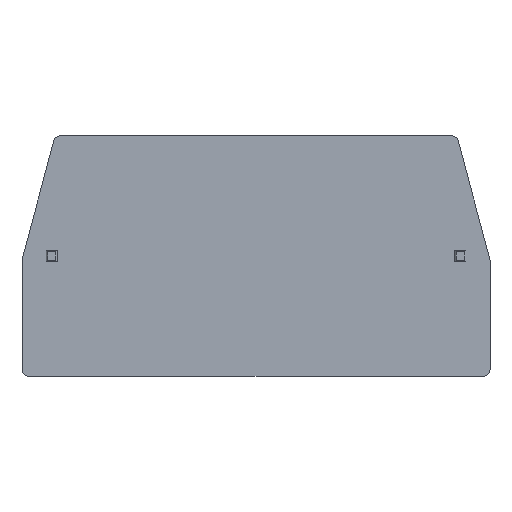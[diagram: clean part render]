
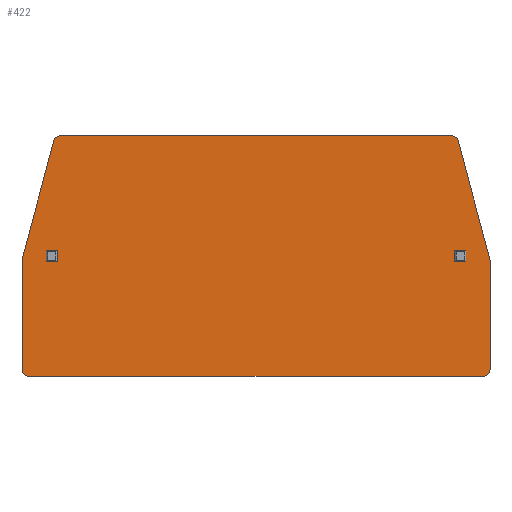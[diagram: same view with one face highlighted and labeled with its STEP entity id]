
A CAD part, left-side view. The second image highlights one B-rep face of the part: STEP entity #422.
In plain terms, the highlighted planar face has unit normal (-1, 0, 0).
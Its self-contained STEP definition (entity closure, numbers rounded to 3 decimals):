
#286=AXIS2_PLACEMENT_3D('Plane Axis2P3D',#283,#284,#285) ;
#290=AXIS2_PLACEMENT_3D('Circle Axis2P3D',#288,#289,$) ;
#306=AXIS2_PLACEMENT_3D('Circle Axis2P3D',#304,#305,$) ;
#320=AXIS2_PLACEMENT_3D('Circle Axis2P3D',#318,#319,$) ;
#334=AXIS2_PLACEMENT_3D('Circle Axis2P3D',#332,#333,$) ;
#339=AXIS2_PLACEMENT_3D('Circle Axis2P3D',#337,#338,$) ;
#353=AXIS2_PLACEMENT_3D('Circle Axis2P3D',#351,#352,$) ;
#173=CARTESIAN_POINT('Vertex',(2.465,3.538,18.413)) ;
#176=CARTESIAN_POINT('Line Origine',(2.465,4.35,18.413)) ;
#180=CARTESIAN_POINT('Vertex',(2.465,5.163,18.413)) ;
#200=CARTESIAN_POINT('Line Origine',(2.465,5.163,17.6)) ;
#204=CARTESIAN_POINT('Vertex',(2.465,5.163,16.788)) ;
#224=CARTESIAN_POINT('Line Origine',(2.465,4.35,16.788)) ;
#228=CARTESIAN_POINT('Vertex',(2.465,3.538,16.788)) ;
#252=CARTESIAN_POINT('Vertex',(2.465,1.,0.)) ;
#257=CARTESIAN_POINT('Line Origine',(2.465,34.25,0.)) ;
#261=CARTESIAN_POINT('Vertex',(2.465,67.5,0.)) ;
#283=CARTESIAN_POINT('Axis2P3D Location',(2.465,34.25,-4.6)) ;
#288=CARTESIAN_POINT('Axis2P3D Location',(2.465,5.625,34.2)) ;
#292=CARTESIAN_POINT('Vertex',(2.465,5.625,35.2)) ;
#294=CARTESIAN_POINT('Vertex',(2.465,4.659,34.459)) ;
#297=CARTESIAN_POINT('Line Origine',(2.465,34.25,35.2)) ;
#301=CARTESIAN_POINT('Vertex',(2.465,62.875,35.2)) ;
#304=CARTESIAN_POINT('Axis2P3D Location',(2.465,62.875,34.2)) ;
#308=CARTESIAN_POINT('Vertex',(2.465,63.841,34.459)) ;
#311=CARTESIAN_POINT('Line Origine',(2.465,66.162,25.796)) ;
#315=CARTESIAN_POINT('Vertex',(2.465,68.483,17.134)) ;
#318=CARTESIAN_POINT('Axis2P3D Location',(2.465,68.,17.004)) ;
#322=CARTESIAN_POINT('Vertex',(2.465,68.5,17.004)) ;
#325=CARTESIAN_POINT('Line Origine',(2.465,68.5,9.002)) ;
#329=CARTESIAN_POINT('Vertex',(2.465,68.5,1.)) ;
#332=CARTESIAN_POINT('Axis2P3D Location',(2.465,67.5,1.)) ;
#337=CARTESIAN_POINT('Axis2P3D Location',(2.465,1.,1.)) ;
#341=CARTESIAN_POINT('Vertex',(2.465,0.,1.)) ;
#344=CARTESIAN_POINT('Line Origine',(2.465,0.,9.002)) ;
#348=CARTESIAN_POINT('Vertex',(2.465,0.,17.004)) ;
#351=CARTESIAN_POINT('Axis2P3D Location',(2.465,0.5,17.004)) ;
#355=CARTESIAN_POINT('Vertex',(2.465,0.017,17.134)) ;
#358=CARTESIAN_POINT('Line Origine',(2.465,2.338,25.796)) ;
#377=CARTESIAN_POINT('Line Origine',(2.465,64.15,18.413)) ;
#381=CARTESIAN_POINT('Vertex',(2.465,64.963,18.413)) ;
#383=CARTESIAN_POINT('Vertex',(2.465,63.338,18.413)) ;
#386=CARTESIAN_POINT('Line Origine',(2.465,63.338,17.6)) ;
#390=CARTESIAN_POINT('Vertex',(2.465,63.338,16.788)) ;
#393=CARTESIAN_POINT('Line Origine',(2.465,64.15,16.788)) ;
#397=CARTESIAN_POINT('Vertex',(2.465,64.963,16.788)) ;
#400=CARTESIAN_POINT('Line Origine',(2.465,64.963,17.6)) ;
#411=CARTESIAN_POINT('Line Origine',(2.465,3.538,17.6)) ;
#177=DIRECTION('Vector Direction',(0.,-1.,0.)) ;
#201=DIRECTION('Vector Direction',(0.,0.,1.)) ;
#225=DIRECTION('Vector Direction',(0.,1.,0.)) ;
#258=DIRECTION('Vector Direction',(0.,1.,0.)) ;
#284=DIRECTION('Axis2P3D Direction',(1.,0.,0.)) ;
#285=DIRECTION('Axis2P3D XDirection',(0.,1.,0.)) ;
#289=DIRECTION('Axis2P3D Direction',(1.,0.,0.)) ;
#298=DIRECTION('Vector Direction',(0.,-1.,0.)) ;
#305=DIRECTION('Axis2P3D Direction',(1.,0.,0.)) ;
#312=DIRECTION('Vector Direction',(0.,-0.259,0.966)) ;
#319=DIRECTION('Axis2P3D Direction',(1.,0.,0.)) ;
#326=DIRECTION('Vector Direction',(0.,0.,1.)) ;
#333=DIRECTION('Axis2P3D Direction',(1.,0.,0.)) ;
#338=DIRECTION('Axis2P3D Direction',(1.,0.,0.)) ;
#345=DIRECTION('Vector Direction',(0.,0.,-1.)) ;
#352=DIRECTION('Axis2P3D Direction',(1.,0.,0.)) ;
#359=DIRECTION('Vector Direction',(0.,-0.259,-0.966)) ;
#378=DIRECTION('Vector Direction',(0.,-1.,0.)) ;
#387=DIRECTION('Vector Direction',(0.,0.,1.)) ;
#394=DIRECTION('Vector Direction',(0.,1.,0.)) ;
#401=DIRECTION('Vector Direction',(0.,0.,1.)) ;
#412=DIRECTION('Vector Direction',(0.,0.,-1.)) ;
#178=VECTOR('Line Direction',#177,1.) ;
#202=VECTOR('Line Direction',#201,1.) ;
#226=VECTOR('Line Direction',#225,1.) ;
#259=VECTOR('Line Direction',#258,1.) ;
#299=VECTOR('Line Direction',#298,1.) ;
#313=VECTOR('Line Direction',#312,1.) ;
#327=VECTOR('Line Direction',#326,1.) ;
#346=VECTOR('Line Direction',#345,1.) ;
#360=VECTOR('Line Direction',#359,1.) ;
#379=VECTOR('Line Direction',#378,1.) ;
#388=VECTOR('Line Direction',#387,1.) ;
#395=VECTOR('Line Direction',#394,1.) ;
#402=VECTOR('Line Direction',#401,1.) ;
#413=VECTOR('Line Direction',#412,1.) ;
#364=ORIENTED_EDGE('',*,*,#296,.F.) ;
#365=ORIENTED_EDGE('',*,*,#303,.F.) ;
#366=ORIENTED_EDGE('',*,*,#310,.F.) ;
#367=ORIENTED_EDGE('',*,*,#317,.F.) ;
#368=ORIENTED_EDGE('',*,*,#324,.F.) ;
#369=ORIENTED_EDGE('',*,*,#331,.F.) ;
#370=ORIENTED_EDGE('',*,*,#336,.F.) ;
#371=ORIENTED_EDGE('',*,*,#263,.F.) ;
#372=ORIENTED_EDGE('',*,*,#343,.F.) ;
#373=ORIENTED_EDGE('',*,*,#350,.F.) ;
#374=ORIENTED_EDGE('',*,*,#357,.F.) ;
#375=ORIENTED_EDGE('',*,*,#362,.F.) ;
#406=ORIENTED_EDGE('',*,*,#385,.T.) ;
#407=ORIENTED_EDGE('',*,*,#392,.F.) ;
#408=ORIENTED_EDGE('',*,*,#399,.T.) ;
#409=ORIENTED_EDGE('',*,*,#404,.T.) ;
#417=ORIENTED_EDGE('',*,*,#230,.T.) ;
#418=ORIENTED_EDGE('',*,*,#206,.T.) ;
#419=ORIENTED_EDGE('',*,*,#182,.T.) ;
#420=ORIENTED_EDGE('',*,*,#415,.T.) ;
#410=FACE_BOUND('',#405,.T.) ;
#421=FACE_BOUND('',#416,.T.) ;
#422=ADVANCED_FACE('Koerper.2',(#376,#410,#421),#287,.F.) ;
#291=CIRCLE('generated circle',#290,1.) ;
#307=CIRCLE('generated circle',#306,1.) ;
#321=CIRCLE('generated circle',#320,0.5) ;
#335=CIRCLE('generated circle',#334,1.) ;
#340=CIRCLE('generated circle',#339,1.) ;
#354=CIRCLE('generated circle',#353,0.5) ;
#182=EDGE_CURVE('',#181,#174,#179,.T.) ;
#206=EDGE_CURVE('',#205,#181,#203,.T.) ;
#230=EDGE_CURVE('',#229,#205,#227,.T.) ;
#263=EDGE_CURVE('',#253,#262,#260,.T.) ;
#296=EDGE_CURVE('',#293,#295,#291,.T.) ;
#303=EDGE_CURVE('',#302,#293,#300,.T.) ;
#310=EDGE_CURVE('',#309,#302,#307,.T.) ;
#317=EDGE_CURVE('',#316,#309,#314,.T.) ;
#324=EDGE_CURVE('',#323,#316,#321,.T.) ;
#331=EDGE_CURVE('',#330,#323,#328,.T.) ;
#336=EDGE_CURVE('',#262,#330,#335,.T.) ;
#343=EDGE_CURVE('',#342,#253,#340,.T.) ;
#350=EDGE_CURVE('',#349,#342,#347,.T.) ;
#357=EDGE_CURVE('',#356,#349,#354,.T.) ;
#362=EDGE_CURVE('',#295,#356,#361,.T.) ;
#385=EDGE_CURVE('',#382,#384,#380,.T.) ;
#392=EDGE_CURVE('',#391,#384,#389,.T.) ;
#399=EDGE_CURVE('',#391,#398,#396,.T.) ;
#404=EDGE_CURVE('',#398,#382,#403,.T.) ;
#415=EDGE_CURVE('',#174,#229,#414,.T.) ;
#363=EDGE_LOOP('',(#364,#365,#366,#367,#368,#369,#370,#371,#372,#373,#374,#375)) ;
#405=EDGE_LOOP('',(#406,#407,#408,#409)) ;
#416=EDGE_LOOP('',(#417,#418,#419,#420)) ;
#376=FACE_OUTER_BOUND('',#363,.T.) ;
#179=LINE('Line',#176,#178) ;
#203=LINE('Line',#200,#202) ;
#227=LINE('Line',#224,#226) ;
#260=LINE('Line',#257,#259) ;
#300=LINE('Line',#297,#299) ;
#314=LINE('Line',#311,#313) ;
#328=LINE('Line',#325,#327) ;
#347=LINE('Line',#344,#346) ;
#361=LINE('Line',#358,#360) ;
#380=LINE('Line',#377,#379) ;
#389=LINE('Line',#386,#388) ;
#396=LINE('Line',#393,#395) ;
#403=LINE('Line',#400,#402) ;
#414=LINE('Line',#411,#413) ;
#287=PLANE('',#286) ;
#174=VERTEX_POINT('',#173) ;
#181=VERTEX_POINT('',#180) ;
#205=VERTEX_POINT('',#204) ;
#229=VERTEX_POINT('',#228) ;
#253=VERTEX_POINT('',#252) ;
#262=VERTEX_POINT('',#261) ;
#293=VERTEX_POINT('',#292) ;
#295=VERTEX_POINT('',#294) ;
#302=VERTEX_POINT('',#301) ;
#309=VERTEX_POINT('',#308) ;
#316=VERTEX_POINT('',#315) ;
#323=VERTEX_POINT('',#322) ;
#330=VERTEX_POINT('',#329) ;
#342=VERTEX_POINT('',#341) ;
#349=VERTEX_POINT('',#348) ;
#356=VERTEX_POINT('',#355) ;
#382=VERTEX_POINT('',#381) ;
#384=VERTEX_POINT('',#383) ;
#391=VERTEX_POINT('',#390) ;
#398=VERTEX_POINT('',#397) ;
